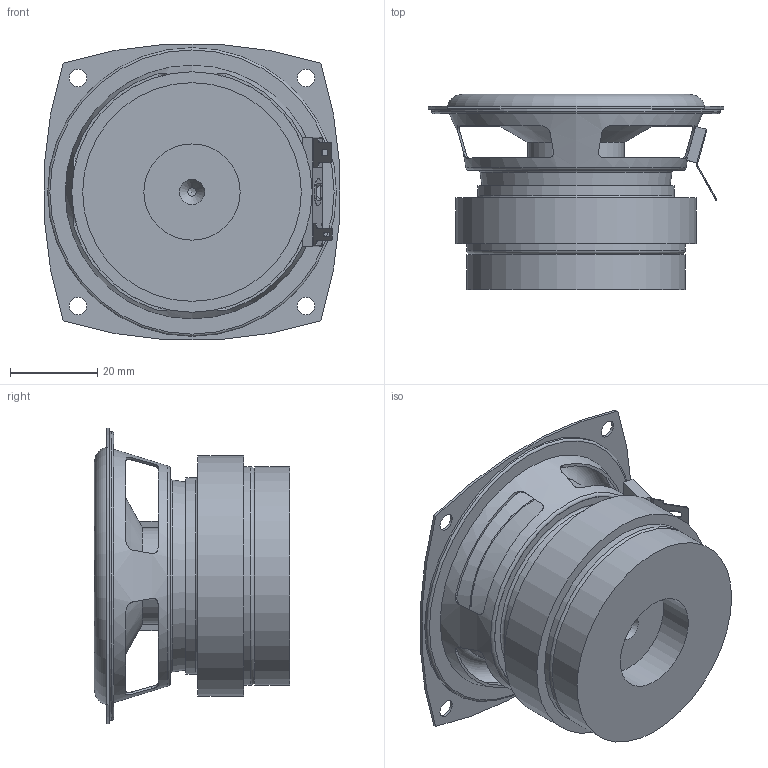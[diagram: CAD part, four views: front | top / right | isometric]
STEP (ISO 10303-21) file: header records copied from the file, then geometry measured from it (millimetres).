
FILE_DESCRIPTION(/* description */ (''),/* implementation_level */ '2;1');
FILE_NAME(/* name */ 'AS08308CR-R.stp',/* time_stamp */ '2018-08-02T13:44:16-04:00',/* author */ ('vandenbroek'),/* organization */ (''),/* preprocessor_version */ 'ST-DEVELOPER v16.1',/* originating_system */ 'Autodesk Inventor 2016',/* authorisation */ '');
FILE_SCHEMA (('AUTOMOTIVE_DESIGN { 1 0 10303 214 3 1 1 }'));
Length unit declared in the file: millimetre
Products named in the file (1): AS08308CR-R
Bounding box: 67.63 x 44.63 x 67.64 mm (x, y, z)
Volume: 47745.8 mm3; surface area: 32131.9 mm2
Topology: 2 solids, 3 shells, 174 faces, 426 edges, 274 vertices
Faces by surface type: plane 72, cylinder 64, torus 19, cone 16, bspline 3
Full cylindrical faces by diameter (mm): 4 x4, 6.2 x1, 21.28 x1, 22 x4, 24 x1, 45 x1, 45.76 x1, 48.744 x1, 50 x2, 55 x1, 58.24 x1, 64 x1, 66 x1
Entity records: 5413 total; most frequent: CARTESIAN_POINT 1276, DIRECTION 804, ORIENTED_EDGE 722, EDGE_CURVE 360, AXIS2_PLACEMENT_3D 323, EDGE_LOOP 271, VERTEX_POINT 265, FACE_OUTER_BOUND 174
